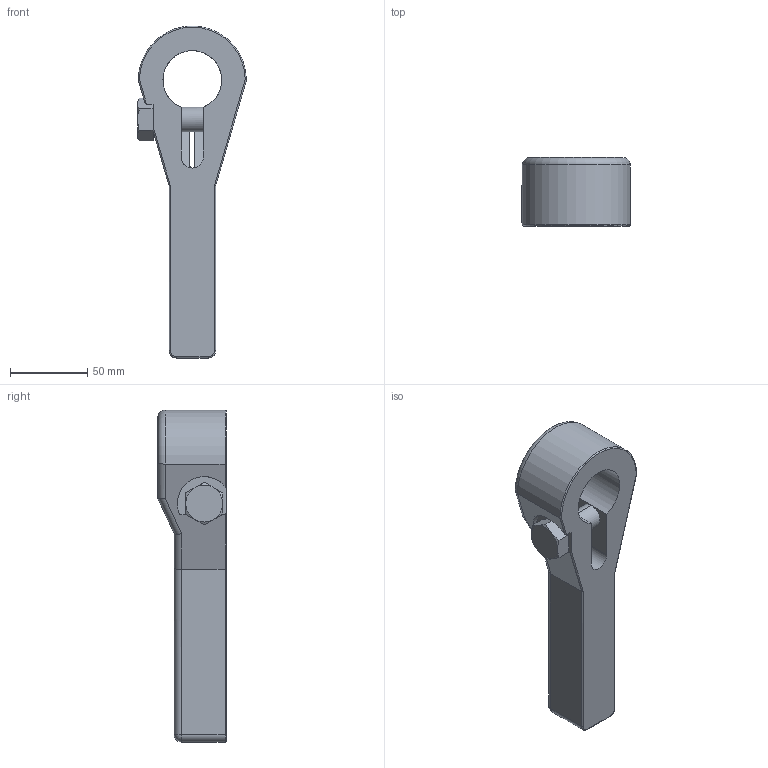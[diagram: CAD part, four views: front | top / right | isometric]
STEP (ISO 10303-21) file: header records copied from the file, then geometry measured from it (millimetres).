
FILE_DESCRIPTION((''),'2;1');
FILE_NAME('ILCM44113200','2016-01-04T',('maj'),(''),'PRO/ENGINEER BY PARAMETRIC TECHNOLOGY CORPORATION, 2013320','PRO/ENGINEER BY PARAMETRIC TECHNOLOGY CORPORATION, 2013320','');
FILE_SCHEMA(('AUTOMOTIVE_DESIGN { 1 0 10303 214 1 1 1 1 }'));
Length unit declared in the file: millimetre
Products named in the file (1): ILCM44113200
Bounding box: 70.54 x 44.45 x 215.39 mm (x, y, z)
Volume: 270066.9 mm3; surface area: 44227.3 mm2
Topology: 1 solids, 1 shells, 66 faces, 174 edges, 107 vertices
Faces by surface type: cylinder 28, plane 26, cone 6, torus 4, sphere 2
Entity records: 2956 total; most frequent: CARTESIAN_POINT 612, ORIENTED_EDGE 348, DIRECTION 300, PRESENTATION_STYLE_ASSIGNMENT 190, STYLED_ITEM 175, CURVE_STYLE 174, EDGE_CURVE 174, VERTEX_POINT 107
